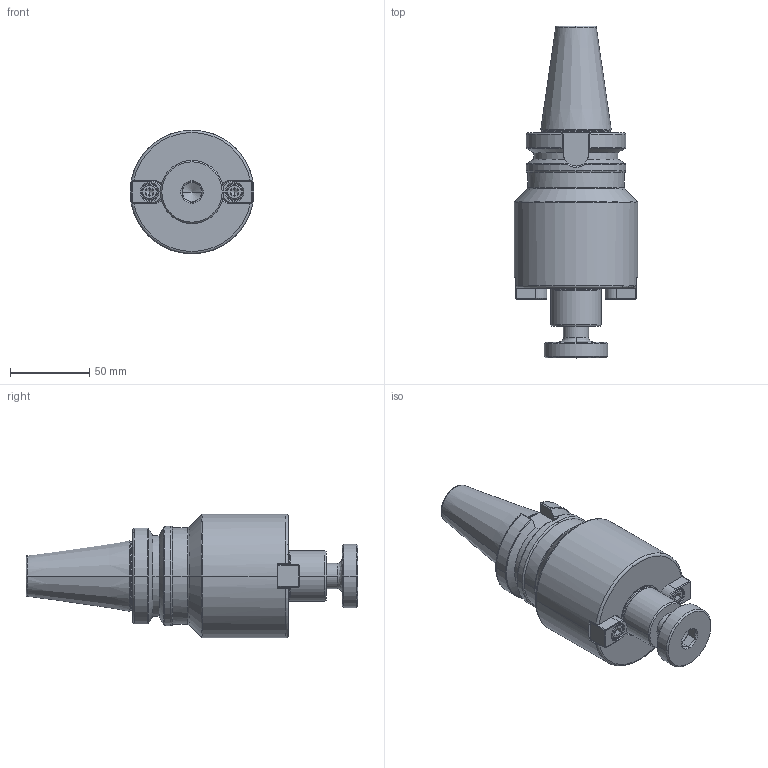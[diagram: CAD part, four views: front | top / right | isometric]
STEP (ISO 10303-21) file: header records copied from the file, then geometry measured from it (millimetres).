
FILE_DESCRIPTION (( 'STEP AP203' ), '1' );
FILE_NAME ('BT40-FMB32-100.STEP', '2021-01-11T02:23:25', ( '微软用户' ), ( '微软中国' ), 'SwSTEP 2.0', 'SolidWorks 2016', '' );
FILE_SCHEMA (( 'CONFIG_CONTROL_DESIGN' ));
Length unit declared in the file: millimetre
Products named in the file (5): BT40-FMB32-100; FMB32圉埴瑩; hexagon socket head cap screws gb_GB_FASTENER_SCREWS_HSHCS M6X12-N; FMB32-M16内六角大圆柱头紧固螺钉
Assembly tree (6 placements, depth 2):
  BT40-FMB32-100
    BT40-FMB32-100
    FMB32圉埴瑩  x2
    hexagon socket head cap screws gb_GB_FASTENER_SCREWS_HSHCS M6X12-N  x2
    FMB32-M16内六角大圆柱头紧固螺钉
Bounding box: 78 x 209.4 x 78 mm (x, y, z)
Volume: 469465.5 mm3; surface area: 58255.6 mm2
Topology: 6 solids, 6 shells, 289 faces, 680 edges, 401 vertices
Faces by surface type: plane 117, cone 69, cylinder 59, bspline 32, torus 12
Entity records: 9797 total; most frequent: CARTESIAN_POINT 3963, DIRECTION 1102, ORIENTED_EDGE 1100, EDGE_CURVE 550, AXIS2_PLACEMENT_3D 426, VERTEX_POINT 336, VECTOR 250, EDGE_LOOP 250
